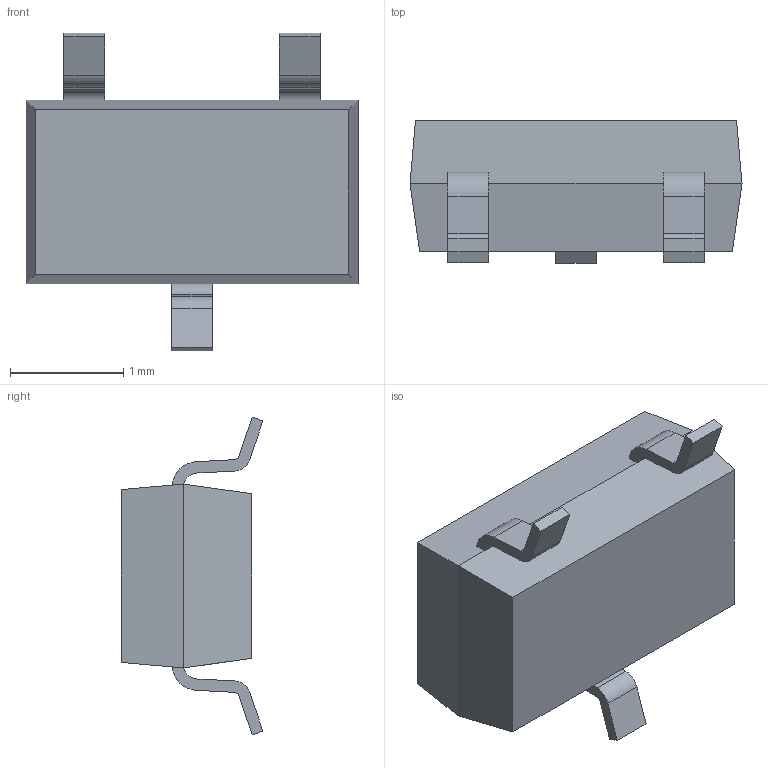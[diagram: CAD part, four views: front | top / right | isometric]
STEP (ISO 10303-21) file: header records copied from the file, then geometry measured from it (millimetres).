
FILE_DESCRIPTION (( 'STEP AP214' ), '1' );
FILE_NAME ('2N7002.STEP', '2019-11-04T12:24:53', ( '' ), ( '' ), 'SwSTEP 2.0', 'SolidWorks 2017', '' );
FILE_SCHEMA (( 'AUTOMOTIVE_DESIGN' ));
Length unit declared in the file: millimetre
Products named in the file (1): 2N7002
Bounding box: 2.93 x 1.25 x 2.8 mm (x, y, z)
Volume: 5.2 mm3; surface area: 21.8 mm2
Topology: 4 solids, 4 shells, 64 faces, 164 edges, 108 vertices
Faces by surface type: plane 49, cylinder 15
Entity records: 1992 total; most frequent: CARTESIAN_POINT 370, ORIENTED_EDGE 328, DIRECTION 307, EDGE_CURVE 164, LINE 129, VECTOR 129, VERTEX_POINT 108, AXIS2_PLACEMENT_3D 89
